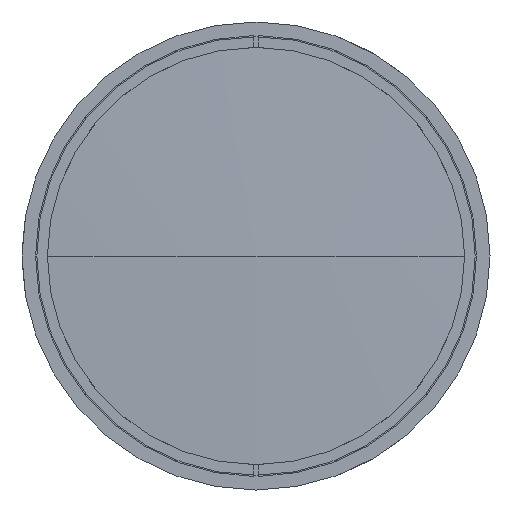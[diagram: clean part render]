
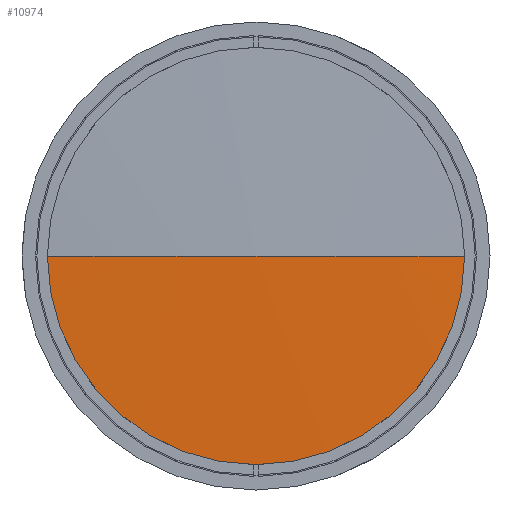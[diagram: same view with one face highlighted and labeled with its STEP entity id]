
A CAD part, left-side view. The second image highlights one B-rep face of the part: STEP entity #10974.
In plain terms, the highlighted spherical face has radius 1260.71 mm.
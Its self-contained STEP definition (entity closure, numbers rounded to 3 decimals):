
#16 = EDGE_CURVE ( 'NONE', #5945, #9919, #7340, .T. ) ;
#250 = CARTESIAN_POINT ( 'NONE',  ( 1.515, -61.793, 0. ) ) ;
#521 = EDGE_LOOP ( 'NONE', ( #1997, #2508, #4372, #9956 ) ) ;
#878 = CARTESIAN_POINT ( 'NONE',  ( 1.515, 0., 0. ) ) ;
#1239 = VERTEX_POINT ( 'NONE', #9281 ) ;
#1360 = DIRECTION ( 'NONE',  ( 0., 1., 0. ) ) ;
#1449 = DIRECTION ( 'NONE',  ( 1., 0., 0. ) ) ;
#1997 = ORIENTED_EDGE ( 'NONE', *, *, #8699, .T. ) ;
#2508 = ORIENTED_EDGE ( 'NONE', *, *, #16, .T. ) ;
#2741 = CARTESIAN_POINT ( 'NONE',  ( 1.515, 0., 0. ) ) ;
#3328 = CARTESIAN_POINT ( 'NONE',  ( 1.515, 61.793, 0. ) ) ;
#3674 = EDGE_CURVE ( 'NONE', #13118, #1239, #6062, .T. ) ;
#3762 = CARTESIAN_POINT ( 'NONE',  ( 1260.71, 0., 0. ) ) ;
#4281 = DIRECTION ( 'NONE',  ( 0., 0., 1. ) ) ;
#4372 = ORIENTED_EDGE ( 'NONE', *, *, #4581, .T. ) ;
#4581 = EDGE_CURVE ( 'NONE', #9919, #1239, #9258, .T. ) ;
#5945 = VERTEX_POINT ( 'NONE', #8895 ) ;
#6017 = DIRECTION ( 'NONE',  ( 0., 0., 1. ) ) ;
#6035 = DIRECTION ( 'NONE',  ( 0., 0., 1. ) ) ;
#6062 = CIRCLE ( 'NONE', #10433, 1260.71 ) ;
#6164 = AXIS2_PLACEMENT_3D ( 'NONE', #3762, #8163, #10399 ) ;
#6189 = AXIS2_PLACEMENT_3D ( 'NONE', #878, #14091, #4281 ) ;
#6215 = SPHERICAL_SURFACE ( 'NONE', #6164, 1260.71 ) ;
#6405 = CIRCLE ( 'NONE', #8022, 61.793 ) ;
#6802 = DIRECTION ( 'NONE',  ( 0., 0., -1. ) ) ;
#7085 = FACE_OUTER_BOUND ( 'NONE', #521, .T. ) ;
#7183 = AXIS2_PLACEMENT_3D ( 'NONE', #12058, #6802, #1360 ) ;
#7340 = CIRCLE ( 'NONE', #6189, 61.793 ) ;
#8022 = AXIS2_PLACEMENT_3D ( 'NONE', #2741, #10368, #6035 ) ;
#8163 = DIRECTION ( 'NONE',  ( 0., 0., -1. ) ) ;
#8699 = EDGE_CURVE ( 'NONE', #13118, #5945, #6405, .T. ) ;
#8895 = CARTESIAN_POINT ( 'NONE',  ( 1.515, 0., -61.793 ) ) ;
#9258 = CIRCLE ( 'NONE', #7183, 1260.71 ) ;
#9281 = CARTESIAN_POINT ( 'NONE',  ( 0., 0., 0. ) ) ;
#9919 = VERTEX_POINT ( 'NONE', #250 ) ;
#9956 = ORIENTED_EDGE ( 'NONE', *, *, #3674, .F. ) ;
#10368 = DIRECTION ( 'NONE',  ( -1., 0., 0. ) ) ;
#10399 = DIRECTION ( 'NONE',  ( 0., 1., 0. ) ) ;
#10433 = AXIS2_PLACEMENT_3D ( 'NONE', #11348, #6017, #1449 ) ;
#10974 = ADVANCED_FACE ( 'NONE', ( #7085 ), #6215, .T. ) ;
#11348 = CARTESIAN_POINT ( 'NONE',  ( 1260.71, 0., 0. ) ) ;
#12058 = CARTESIAN_POINT ( 'NONE',  ( 1260.71, 0., 0. ) ) ;
#13118 = VERTEX_POINT ( 'NONE', #3328 ) ;
#14091 = DIRECTION ( 'NONE',  ( -1., 0., 0. ) ) ;
